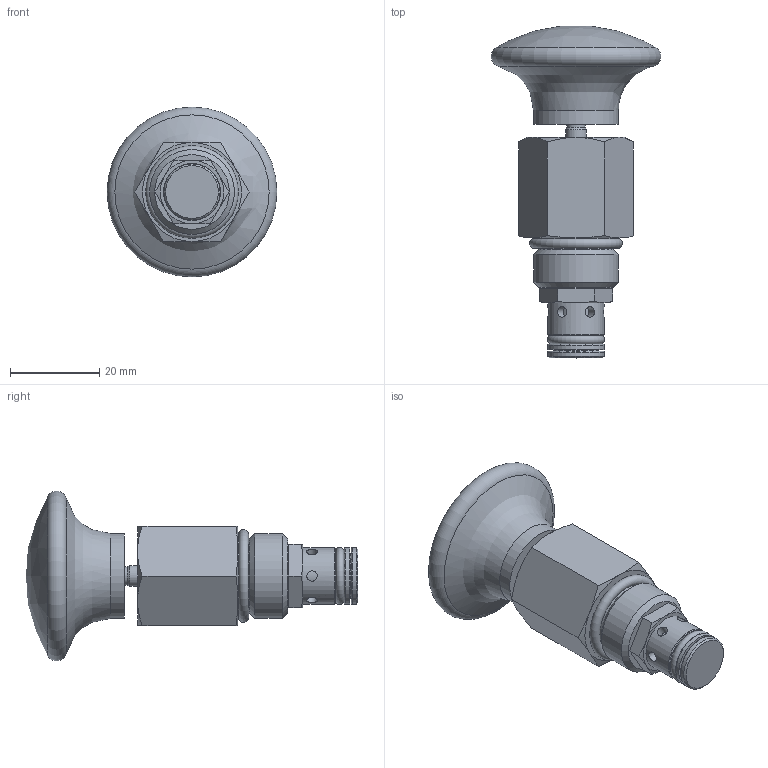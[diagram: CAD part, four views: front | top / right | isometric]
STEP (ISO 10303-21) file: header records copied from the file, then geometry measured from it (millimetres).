
FILE_DESCRIPTION((''),'2;1');
FILE_NAME('dmp-080-2ncp_10183-46.stp','2012-03-07T10:14:21',('mmartin'),(''),'Autodesk Inventor 2010','Autodesk Inventor 2010','');
FILE_SCHEMA(('AUTOMOTIVE_DESIGN { 1 0 10303 214 1 1 1 1 }'));
Length unit declared in the file: inch
Products named in the file (1): 10183-46_Shrinkwrap
Bounding box: 38.09 x 74.48 x 38.09 mm (x, y, z)
Volume: 27225.2 mm3; surface area: 8050.4 mm2
Topology: 3 solids, 3 shells, 88 faces, 179 edges, 109 vertices
Faces by surface type: cylinder 36, plane 22, cone 18, torus 7, bspline 4, sphere 1
Full cylindrical faces by diameter (mm): 2.362 x12, 4.064 x1, 4.699 x1, 9.83 x2, 9.906 x1, 12.598 x2, 12.7 x1, 16.751 x2, 19.05 x2
Entity records: 2651 total; most frequent: CARTESIAN_POINT 1116, DIRECTION 298, ORIENTED_EDGE 242, EDGE_LOOP 144, AXIS2_PLACEMENT_3D 140, EDGE_CURVE 121, VERTEX_POINT 93, FACE_OUTER_BOUND 88
